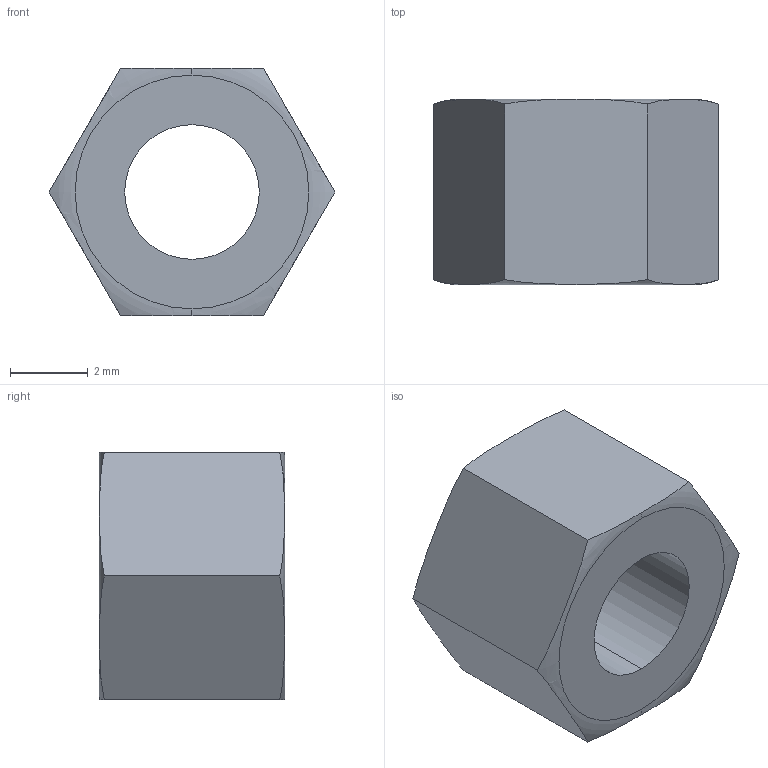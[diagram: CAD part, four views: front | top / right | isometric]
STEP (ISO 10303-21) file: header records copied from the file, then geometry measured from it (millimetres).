
FILE_DESCRIPTION (( 'STEP AP203' ), '1' );
FILE_NAME ('276-7767-001 Rev1.STEP', '2022-01-05T16:32:42', ( '' ), ( '' ), 'SwSTEP 2.0', 'SolidWorks 2019', '' );
FILE_SCHEMA (( 'CONFIG_CONTROL_DESIGN' ));
Length unit declared in the file: millimetre
Products named in the file (1): 276-7767-001 Rev1
Bounding box: 7.33 x 4.76 x 6.35 mm (x, y, z)
Volume: 121.4 mm3; surface area: 205.9 mm2
Topology: 1 solids, 1 shells, 14 faces, 36 edges, 24 vertices
Faces by surface type: plane 8, torus 4, cylinder 2
Entity records: 593 total; most frequent: CARTESIAN_POINT 187, ORIENTED_EDGE 72, DIRECTION 62, EDGE_CURVE 36, AXIS2_PLACEMENT_3D 27, VERTEX_POINT 24, B_SPLINE_CURVE_WITH_KNOTS 16, EDGE_LOOP 16
